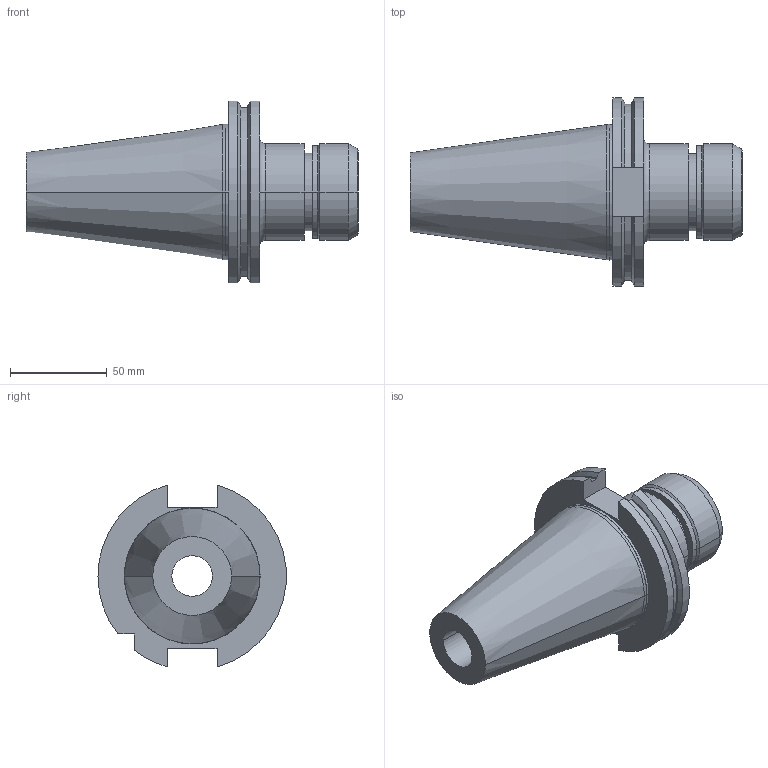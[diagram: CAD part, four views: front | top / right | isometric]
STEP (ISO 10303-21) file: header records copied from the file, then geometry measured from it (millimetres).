
FILE_DESCRIPTION((''),'2;1');
FILE_NAME('8270012078','2021-02-09T09:23:14',('thiemer'),(''),'CREO PARAMETRIC BY PTC INC, 2020053','CREO PARAMETRIC BY PTC INC, 2020053','');
FILE_SCHEMA(('AP242_MANAGED_MODEL_BASED_3D_ENGINEERING_MIM_LF { 1 0 10303 442 1 1 4 }'));
Length unit declared in the file: millimetre
Products named in the file (1): 8270012078
Bounding box: 171.75 x 97.31 x 94.05 mm (x, y, z)
Volume: 379822.1 mm3; surface area: 58165.7 mm2
Topology: 1 solids, 1 shells, 74 faces, 188 edges, 126 vertices
Faces by surface type: cylinder 27, plane 25, cone 18, torus 4
Entity records: 3338 total; most frequent: DIRECTION 456, CARTESIAN_POINT 446, ORIENTED_EDGE 350, PRESENTATION_STYLE_ASSIGNMENT 203, STYLED_ITEM 203, CURVE_STYLE 202, AXIS2_PLACEMENT_3D 178, EDGE_CURVE 175
